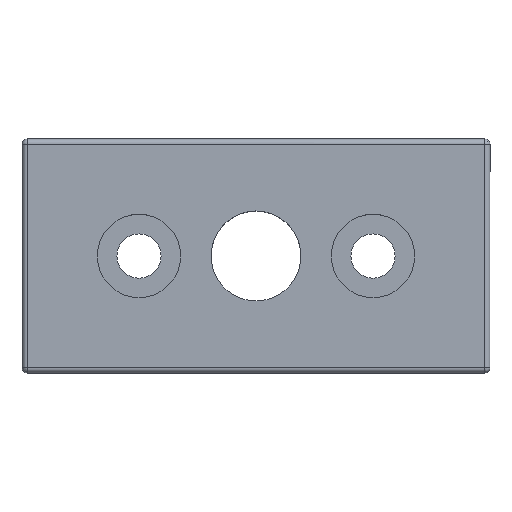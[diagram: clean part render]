
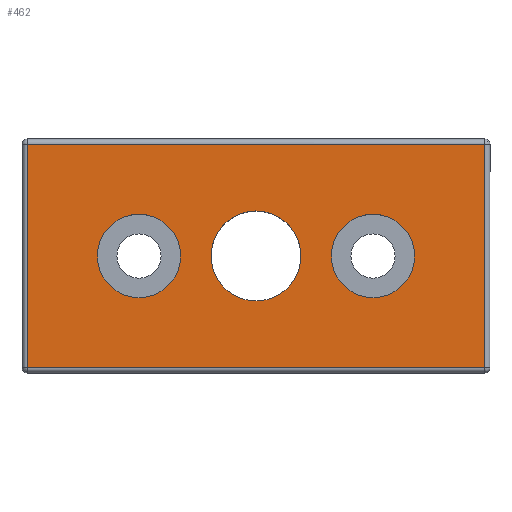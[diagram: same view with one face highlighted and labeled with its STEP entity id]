
A CAD part, top view. The second image highlights one B-rep face of the part: STEP entity #462.
In plain terms, the highlighted planar face has unit normal (0, 0, 1).
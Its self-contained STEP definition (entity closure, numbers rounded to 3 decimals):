
#43=LINE('',#806,#67);
#44=LINE('',#808,#68);
#45=LINE('',#810,#69);
#46=LINE('',#811,#70);
#67=VECTOR('',#630,43.);
#68=VECTOR('',#631,88.);
#69=VECTOR('',#632,43.);
#70=VECTOR('',#633,88.);
#78=PLANE('',#511);
#91=FACE_BOUND('',#154,.T.);
#92=FACE_BOUND('',#155,.T.);
#93=FACE_BOUND('',#156,.T.);
#108=FACE_OUTER_BOUND('',#153,.T.);
#153=EDGE_LOOP('',(#350,#351,#352,#353));
#154=EDGE_LOOP('',(#354));
#155=EDGE_LOOP('',(#355));
#156=EDGE_LOOP('',(#356));
#181=CIRCLE('',#488,8.647);
#185=CIRCLE('',#495,8.);
#189=CIRCLE('',#501,8.);
#217=VERTEX_POINT('',#728);
#221=VERTEX_POINT('',#739);
#225=VERTEX_POINT('',#749);
#249=VERTEX_POINT('',#804);
#250=VERTEX_POINT('',#805);
#251=VERTEX_POINT('',#807);
#252=VERTEX_POINT('',#809);
#253=EDGE_CURVE('',#217,#217,#181,.T.);
#257=EDGE_CURVE('',#221,#221,#185,.T.);
#261=EDGE_CURVE('',#225,#225,#189,.T.);
#285=EDGE_CURVE('',#249,#250,#43,.T.);
#286=EDGE_CURVE('',#250,#251,#44,.T.);
#287=EDGE_CURVE('',#251,#252,#45,.T.);
#288=EDGE_CURVE('',#252,#249,#46,.T.);
#350=ORIENTED_EDGE('',*,*,#285,.T.);
#351=ORIENTED_EDGE('',*,*,#286,.T.);
#352=ORIENTED_EDGE('',*,*,#287,.T.);
#353=ORIENTED_EDGE('',*,*,#288,.T.);
#354=ORIENTED_EDGE('',*,*,#253,.T.);
#355=ORIENTED_EDGE('',*,*,#257,.T.);
#356=ORIENTED_EDGE('',*,*,#261,.T.);
#462=ADVANCED_FACE('',(#108,#91,#92,#93),#78,.F.);
#488=AXIS2_PLACEMENT_3D('',#729,#562,#563);
#495=AXIS2_PLACEMENT_3D('',#740,#576,#577);
#501=AXIS2_PLACEMENT_3D('',#750,#588,#589);
#511=AXIS2_PLACEMENT_3D('',#803,#628,#629);
#562=DIRECTION('center_axis',(0.,0.,-1.));
#563=DIRECTION('ref_axis',(-1.,0.,0.));
#576=DIRECTION('center_axis',(0.,0.,-1.));
#577=DIRECTION('ref_axis',(0.,-1.,0.));
#588=DIRECTION('center_axis',(0.,0.,-1.));
#589=DIRECTION('ref_axis',(0.,-1.,0.));
#628=DIRECTION('center_axis',(0.,0.,-1.));
#629=DIRECTION('ref_axis',(-1.,0.,0.));
#630=DIRECTION('',(0.,-1.,0.));
#631=DIRECTION('',(1.,0.,0.));
#632=DIRECTION('',(0.,1.,0.));
#633=DIRECTION('',(-1.,0.,0.));
#728=CARTESIAN_POINT('',(-36.06,0.,9.707));
#729=CARTESIAN_POINT('Origin',(-44.707,0.,9.707));
#739=CARTESIAN_POINT('',(-22.207,-8.,9.707));
#740=CARTESIAN_POINT('Origin',(-22.207,0.,9.707));
#749=CARTESIAN_POINT('',(-67.207,-8.,9.707));
#750=CARTESIAN_POINT('Origin',(-67.207,0.,9.707));
#803=CARTESIAN_POINT('Origin',(3.693,-23.65,9.707));
#804=CARTESIAN_POINT('',(-88.707,21.5,9.707));
#805=CARTESIAN_POINT('',(-88.707,-21.5,9.707));
#806=CARTESIAN_POINT('',(-88.707,21.5,9.707));
#807=CARTESIAN_POINT('',(-0.707,-21.5,9.707));
#808=CARTESIAN_POINT('',(-88.707,-21.5,9.707));
#809=CARTESIAN_POINT('',(-0.707,21.5,9.707));
#810=CARTESIAN_POINT('',(-0.707,-21.5,9.707));
#811=CARTESIAN_POINT('',(-0.707,21.5,9.707));
